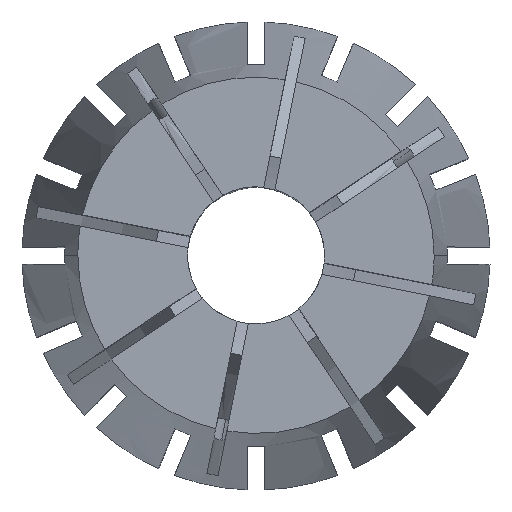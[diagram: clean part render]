
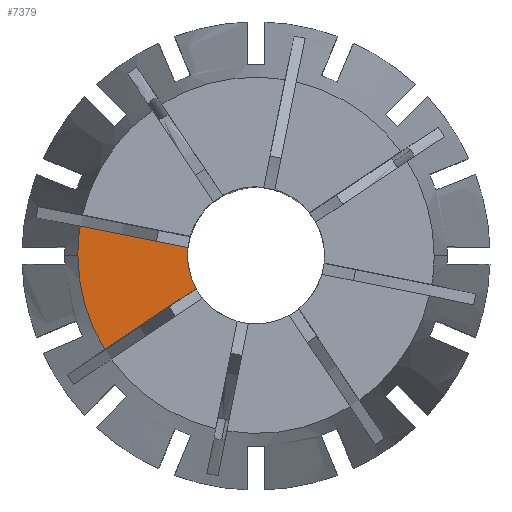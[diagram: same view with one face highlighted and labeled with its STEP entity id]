
A CAD part, top view. The second image highlights one B-rep face of the part: STEP entity #7379.
In plain terms, the highlighted planar face has unit normal (0, 0, 1).
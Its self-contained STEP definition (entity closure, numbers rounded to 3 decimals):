
#190 = CARTESIAN_POINT ( 'NONE',  ( -0.098, -0.49, 0. ) ) ;
#194 = VECTOR ( 'NONE', #6662, 1000. ) ;
#205 = VERTEX_POINT ( 'NONE', #1498 ) ;
#521 = CARTESIAN_POINT ( 'NONE',  ( 0., 0., 0. ) ) ;
#532 = CARTESIAN_POINT ( 'NONE',  ( -15.595, 0., 0. ) ) ;
#576 = EDGE_CURVE ( 'NONE', #6645, #1340, #753, .T. ) ;
#584 = EDGE_CURVE ( 'NONE', #6645, #1456, #5600, .T. ) ;
#667 = CARTESIAN_POINT ( 'NONE',  ( 0., 0., 0. ) ) ;
#732 = EDGE_CURVE ( 'NONE', #1456, #4433, #3130, .T. ) ;
#753 = CIRCLE ( 'NONE', #3790, 15.595 ) ;
#958 = AXIS2_PLACEMENT_3D ( 'NONE', #667, #4779, #5354 ) ;
#1043 = AXIS2_PLACEMENT_3D ( 'NONE', #521, #7429, #6281 ) ;
#1071 = PLANE ( 'NONE',  #6113 ) ;
#1117 = CARTESIAN_POINT ( 'NONE',  ( 0., 0., 0. ) ) ;
#1161 = ORIENTED_EDGE ( 'NONE', *, *, #4156, .T. ) ;
#1224 = ORIENTED_EDGE ( 'NONE', *, *, #3729, .F. ) ;
#1252 = CARTESIAN_POINT ( 'NONE',  ( -5.962, 0.676, 0. ) ) ;
#1294 = FACE_OUTER_BOUND ( 'NONE', #3242, .T. ) ;
#1340 = VERTEX_POINT ( 'NONE', #532 ) ;
#1388 = CARTESIAN_POINT ( 'NONE',  ( 0., 0., 0. ) ) ;
#1422 = CARTESIAN_POINT ( 'NONE',  ( -15.385, 2.551, 0. ) ) ;
#1456 = VERTEX_POINT ( 'NONE', #1252 ) ;
#1498 = CARTESIAN_POINT ( 'NONE',  ( -13.238, -8.244, 0. ) ) ;
#1851 = AXIS2_PLACEMENT_3D ( 'NONE', #1117, #2363, #6410 ) ;
#2249 = VECTOR ( 'NONE', #4618, 1000. ) ;
#2253 = DIRECTION ( 'NONE',  ( 0., 0., -1. ) ) ;
#2328 = EDGE_CURVE ( 'NONE', #1340, #205, #5369, .T. ) ;
#2363 = DIRECTION ( 'NONE',  ( 0., 0., 1. ) ) ;
#3130 = CIRCLE ( 'NONE', #1043, 6. ) ;
#3242 = EDGE_LOOP ( 'NONE', ( #3401, #4312, #1161, #1224, #6451, #3628 ) ) ;
#3386 = CARTESIAN_POINT ( 'NONE',  ( -0.278, 0.416, 0. ) ) ;
#3401 = ORIENTED_EDGE ( 'NONE', *, *, #576, .T. ) ;
#3628 = ORIENTED_EDGE ( 'NONE', *, *, #584, .F. ) ;
#3729 = EDGE_CURVE ( 'NONE', #4433, #4404, #4626, .T. ) ;
#3790 = AXIS2_PLACEMENT_3D ( 'NONE', #1388, #6092, #4913 ) ;
#4156 = EDGE_CURVE ( 'NONE', #205, #4404, #4992, .T. ) ;
#4312 = ORIENTED_EDGE ( 'NONE', *, *, #2328, .T. ) ;
#4404 = VERTEX_POINT ( 'NONE', #5923 ) ;
#4433 = VERTEX_POINT ( 'NONE', #5380 ) ;
#4597 = CARTESIAN_POINT ( 'NONE',  ( 0., 0., 0. ) ) ;
#4618 = DIRECTION ( 'NONE',  ( 0.831, 0.556, 0. ) ) ;
#4626 = CIRCLE ( 'NONE', #1851, 6. ) ;
#4779 = DIRECTION ( 'NONE',  ( 0., 0., 1. ) ) ;
#4913 = DIRECTION ( 'NONE',  ( 1., 0., 0. ) ) ;
#4992 = LINE ( 'NONE', #3386, #2249 ) ;
#5085 = DIRECTION ( 'NONE',  ( -1., 0., 0. ) ) ;
#5354 = DIRECTION ( 'NONE',  ( 1., 0., 0. ) ) ;
#5369 = CIRCLE ( 'NONE', #958, 15.595 ) ;
#5380 = CARTESIAN_POINT ( 'NONE',  ( -6., 0., 0. ) ) ;
#5600 = LINE ( 'NONE', #190, #194 ) ;
#5923 = CARTESIAN_POINT ( 'NONE',  ( -5.249, -2.906, 0. ) ) ;
#6092 = DIRECTION ( 'NONE',  ( 0., 0., 1. ) ) ;
#6113 = AXIS2_PLACEMENT_3D ( 'NONE', #4597, #2253, #5085 ) ;
#6281 = DIRECTION ( 'NONE',  ( 1., 0., 0. ) ) ;
#6410 = DIRECTION ( 'NONE',  ( 1., 0., 0. ) ) ;
#6451 = ORIENTED_EDGE ( 'NONE', *, *, #732, .F. ) ;
#6645 = VERTEX_POINT ( 'NONE', #1422 ) ;
#6662 = DIRECTION ( 'NONE',  ( 0.981, -0.195, 0. ) ) ;
#7379 = ADVANCED_FACE ( 'NONE', ( #1294 ), #1071, .F. ) ;
#7429 = DIRECTION ( 'NONE',  ( 0., 0., 1. ) ) ;
